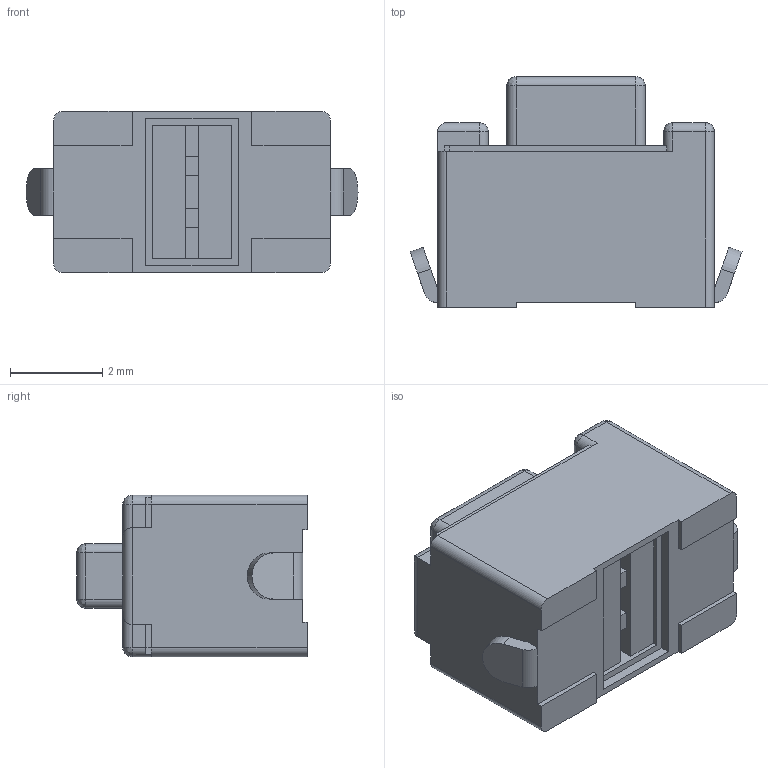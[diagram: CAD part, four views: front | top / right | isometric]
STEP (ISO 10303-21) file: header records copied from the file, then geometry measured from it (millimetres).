
FILE_DESCRIPTION (( 'STEP AP203' ), '1' );
FILE_NAME ('EVQPE105K.STEP', '2013-04-25T10:51:45', ( '' ), ( '' ), 'SwSTEP 2.0', 'SolidWorks 2011', '' );
FILE_SCHEMA (( 'CONFIG_CONTROL_DESIGN' ));
Length unit declared in the file: millimetre
Products named in the file (1): EVQPE105K
Bounding box: 7.2 x 5 x 3.5 mm (x, y, z)
Volume: 78.5 mm3; surface area: 139.9 mm2
Topology: 1 solids, 1 shells, 130 faces, 340 edges, 204 vertices
Faces by surface type: plane 84, cylinder 34, bspline 12
Entity records: 4031 total; most frequent: CARTESIAN_POINT 855, ORIENTED_EDGE 656, DIRECTION 624, EDGE_CURVE 328, LINE 262, VECTOR 262, VERTEX_POINT 204, AXIS2_PLACEMENT_3D 181
